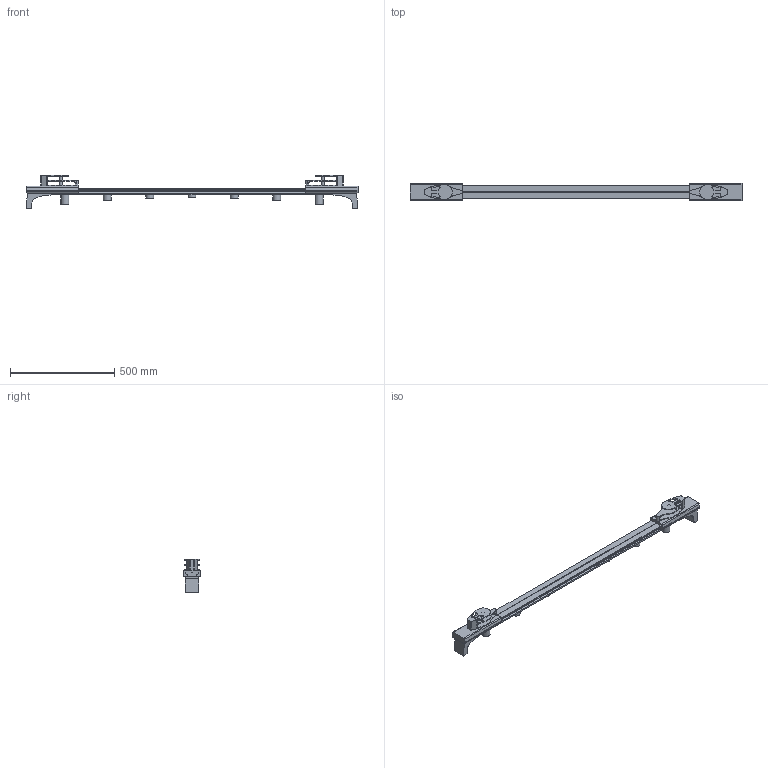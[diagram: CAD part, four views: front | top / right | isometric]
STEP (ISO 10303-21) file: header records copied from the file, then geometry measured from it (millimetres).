
FILE_DESCRIPTION( ( '' ), ' ' );
FILE_NAME( '5bfb58d5f3acd315057f23e7.step', '2018-11-26T02:22:14', ( '' ), ( '' ), ' ', ' ', ' ' );
FILE_SCHEMA( ( 'AUTOMOTIVE_DESIGN { 1 0 10303 214 1 1 1 1 }' ) );
Length unit declared in the file: metre
Products named in the file (1): Traveler Track
Bounding box: 1592.96 x 85.82 x 159.28 mm (x, y, z)
Volume: 3972374.8 mm3; surface area: 536346.6 mm2
Topology: 1 solids, 1 shells, 237 faces, 660 edges, 435 vertices
Faces by surface type: cylinder 120, plane 113, torus 2, extrusion 2
Full cylindrical faces by diameter (mm): 12.7 x4, 25.4 x7, 38.1 x7
Entity records: 9595 total; most frequent: CARTESIAN_POINT 1415, DIRECTION 1369, ORIENTED_EDGE 1270, EDGE_CURVE 635, AXIS2_PLACEMENT_3D 504, VERTEX_POINT 428, VECTOR 361, LINE 359
